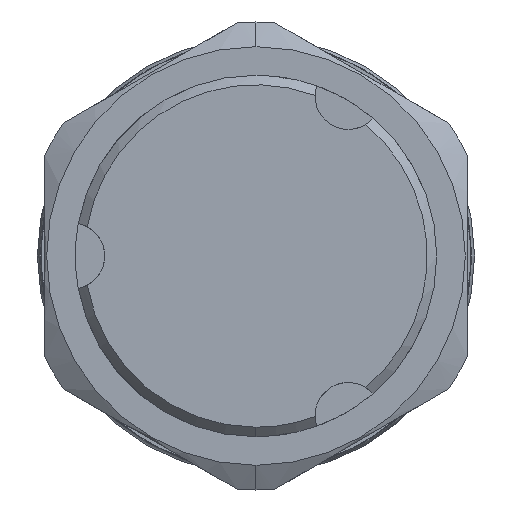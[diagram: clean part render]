
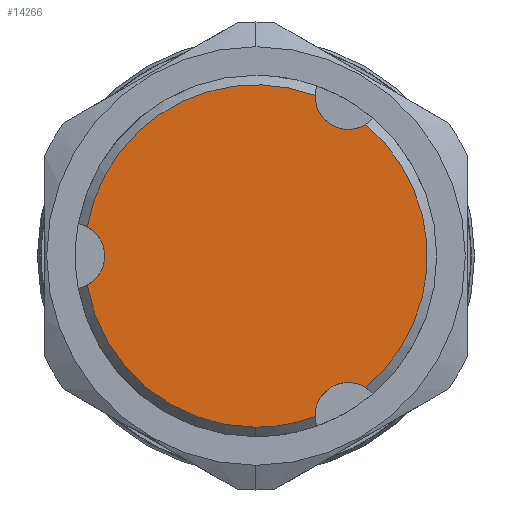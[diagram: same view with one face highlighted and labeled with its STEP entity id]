
A CAD part, left-side view. The second image highlights one B-rep face of the part: STEP entity #14266.
In plain terms, the highlighted planar face has unit normal (-1, 0, 0).
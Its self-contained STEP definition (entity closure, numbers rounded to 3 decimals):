
#164 = CARTESIAN_POINT ( 'NONE',  ( -37.35, -5.767, 6.91 ) ) ;
#484 = DIRECTION ( 'NONE',  ( 0., 0., -1. ) ) ;
#1153 = DIRECTION ( 'NONE',  ( -1., 0., 0. ) ) ;
#1328 = EDGE_CURVE ( 'NONE', #2064, #14595, #2806, .T. ) ;
#1394 = VERTEX_POINT ( 'NONE', #164 ) ;
#1594 = CARTESIAN_POINT ( 'NONE',  ( -37.35, -4.85, -6.65 ) ) ;
#1727 = VERTEX_POINT ( 'NONE', #6062 ) ;
#2064 = VERTEX_POINT ( 'NONE', #1594 ) ;
#2564 = DIRECTION ( 'NONE',  ( 0., 0., 1. ) ) ;
#2603 = DIRECTION ( 'NONE',  ( 0., 0., 1. ) ) ;
#2610 = DIRECTION ( 'NONE',  ( 0., 0., 1. ) ) ;
#2626 = CARTESIAN_POINT ( 'NONE',  ( -37.35, 0., 0. ) ) ;
#2806 = CIRCLE ( 'NONE', #5657, 1.75 ) ;
#3155 = PLANE ( 'NONE',  #3807 ) ;
#3322 = EDGE_CURVE ( 'NONE', #14874, #5443, #9082, .T. ) ;
#3807 = AXIS2_PLACEMENT_3D ( 'NONE', #10538, #9488, #484 ) ;
#4542 = CIRCLE ( 'NONE', #5646, 9. ) ;
#4649 = ORIENTED_EDGE ( 'NONE', *, *, #10074, .T. ) ;
#4959 = CIRCLE ( 'NONE', #12926, 1.75 ) ;
#4992 = VERTEX_POINT ( 'NONE', #13798 ) ;
#5042 = CARTESIAN_POINT ( 'NONE',  ( -37.35, 8.867, 1.539 ) ) ;
#5272 = CIRCLE ( 'NONE', #13840, 9. ) ;
#5442 = EDGE_CURVE ( 'NONE', #14874, #1727, #8383, .T. ) ;
#5443 = VERTEX_POINT ( 'NONE', #5042 ) ;
#5646 = AXIS2_PLACEMENT_3D ( 'NONE', #12670, #10170, #2564 ) ;
#5657 = AXIS2_PLACEMENT_3D ( 'NONE', #11119, #13667, #12564 ) ;
#6062 = CARTESIAN_POINT ( 'NONE',  ( -37.35, 0., -9. ) ) ;
#6182 = DIRECTION ( 'NONE',  ( -1., 0., 0. ) ) ;
#7104 = CARTESIAN_POINT ( 'NONE',  ( -37.35, 0., 0. ) ) ;
#7345 = DIRECTION ( 'NONE',  ( 0., -0.866, -0.5 ) ) ;
#7732 = ORIENTED_EDGE ( 'NONE', *, *, #5442, .T. ) ;
#8383 = CIRCLE ( 'NONE', #15936, 9. ) ;
#8948 = CARTESIAN_POINT ( 'NONE',  ( -37.35, 0., 0. ) ) ;
#9082 = CIRCLE ( 'NONE', #10021, 1.75 ) ;
#9484 = DIRECTION ( 'NONE',  ( 0., 0., 1. ) ) ;
#9488 = DIRECTION ( 'NONE',  ( 1., 0., 0. ) ) ;
#9508 = CIRCLE ( 'NONE', #13888, 1.75 ) ;
#9565 = EDGE_CURVE ( 'NONE', #1727, #14595, #4542, .T. ) ;
#9660 = CARTESIAN_POINT ( 'NONE',  ( -37.35, -4.85, 8.4 ) ) ;
#9712 = DIRECTION ( 'NONE',  ( -1., 0., 0. ) ) ;
#9976 = ORIENTED_EDGE ( 'NONE', *, *, #3322, .F. ) ;
#10021 = AXIS2_PLACEMENT_3D ( 'NONE', #11319, #1153, #2610 ) ;
#10074 = EDGE_CURVE ( 'NONE', #4992, #5443, #11641, .T. ) ;
#10088 = CARTESIAN_POINT ( 'NONE',  ( -37.35, -3.101, -8.449 ) ) ;
#10101 = CARTESIAN_POINT ( 'NONE',  ( -37.35, -4.85, -8.4 ) ) ;
#10170 = DIRECTION ( 'NONE',  ( -1., 0., 0. ) ) ;
#10538 = CARTESIAN_POINT ( 'NONE',  ( -37.35, 0., 0. ) ) ;
#10687 = ORIENTED_EDGE ( 'NONE', *, *, #11988, .T. ) ;
#11119 = CARTESIAN_POINT ( 'NONE',  ( -37.35, -4.85, -8.4 ) ) ;
#11280 = DIRECTION ( 'NONE',  ( -1., 0., 0. ) ) ;
#11319 = CARTESIAN_POINT ( 'NONE',  ( -37.35, 9.7, 0. ) ) ;
#11641 = CIRCLE ( 'NONE', #14976, 9. ) ;
#11805 = ORIENTED_EDGE ( 'NONE', *, *, #9565, .T. ) ;
#11988 = EDGE_CURVE ( 'NONE', #12374, #1394, #5272, .T. ) ;
#12010 = CARTESIAN_POINT ( 'NONE',  ( -37.35, 8.867, -1.539 ) ) ;
#12190 = DIRECTION ( 'NONE',  ( -1., 0., 0. ) ) ;
#12374 = VERTEX_POINT ( 'NONE', #14180 ) ;
#12564 = DIRECTION ( 'NONE',  ( 0., 0.866, -0.5 ) ) ;
#12600 = DIRECTION ( 'NONE',  ( 0., 0.866, -0.5 ) ) ;
#12670 = CARTESIAN_POINT ( 'NONE',  ( -37.35, 0., 0. ) ) ;
#12926 = AXIS2_PLACEMENT_3D ( 'NONE', #9660, #9712, #7345 ) ;
#12960 = ORIENTED_EDGE ( 'NONE', *, *, #1328, .F. ) ;
#13009 = ORIENTED_EDGE ( 'NONE', *, *, #16194, .F. ) ;
#13567 = FACE_OUTER_BOUND ( 'NONE', #15495, .T. ) ;
#13667 = DIRECTION ( 'NONE',  ( -1., 0., 0. ) ) ;
#13798 = CARTESIAN_POINT ( 'NONE',  ( -37.35, -3.101, 8.449 ) ) ;
#13840 = AXIS2_PLACEMENT_3D ( 'NONE', #7104, #12190, #9484 ) ;
#13888 = AXIS2_PLACEMENT_3D ( 'NONE', #10101, #6182, #12600 ) ;
#14180 = CARTESIAN_POINT ( 'NONE',  ( -37.35, -5.767, -6.91 ) ) ;
#14266 = ADVANCED_FACE ( 'NONE', ( #13567 ), #3155, .F. ) ;
#14595 = VERTEX_POINT ( 'NONE', #10088 ) ;
#14874 = VERTEX_POINT ( 'NONE', #12010 ) ;
#14976 = AXIS2_PLACEMENT_3D ( 'NONE', #8948, #15172, #2603 ) ;
#15089 = DIRECTION ( 'NONE',  ( 0., 0., 1. ) ) ;
#15172 = DIRECTION ( 'NONE',  ( -1., 0., 0. ) ) ;
#15495 = EDGE_LOOP ( 'NONE', ( #10687, #13009, #4649, #9976, #7732, #11805, #12960, #15815 ) ) ;
#15815 = ORIENTED_EDGE ( 'NONE', *, *, #16299, .F. ) ;
#15936 = AXIS2_PLACEMENT_3D ( 'NONE', #2626, #11280, #15089 ) ;
#16194 = EDGE_CURVE ( 'NONE', #4992, #1394, #4959, .T. ) ;
#16299 = EDGE_CURVE ( 'NONE', #12374, #2064, #9508, .T. ) ;
